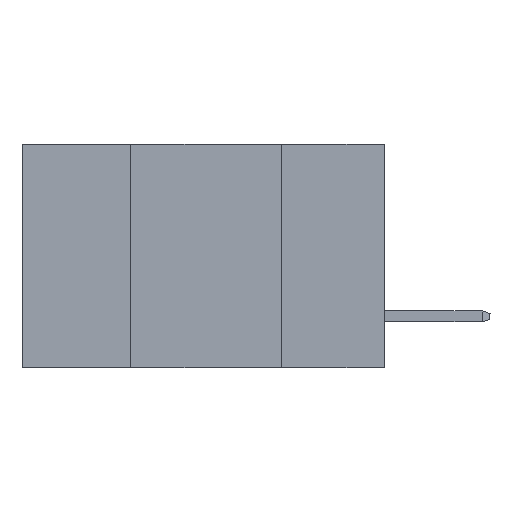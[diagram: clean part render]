
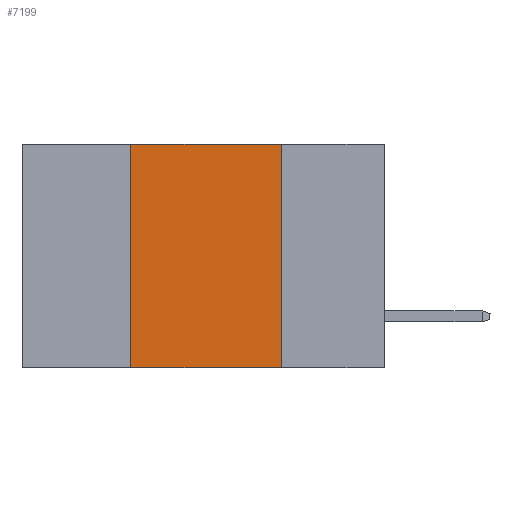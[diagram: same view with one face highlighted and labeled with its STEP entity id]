
A CAD part, left-side view. The second image highlights one B-rep face of the part: STEP entity #7199.
In plain terms, the highlighted planar face has unit normal (-1, 0, 0).
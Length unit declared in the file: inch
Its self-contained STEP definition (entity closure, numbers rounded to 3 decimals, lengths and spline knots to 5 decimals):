
#187 = CARTESIAN_POINT ( 'NONE',  ( 0., 0.6, 0. ) ) ;
#195 = VECTOR ( 'NONE', #1873, 39.37008 ) ;
#422 = FACE_OUTER_BOUND ( 'NONE', #10369, .T. ) ;
#783 = ORIENTED_EDGE ( 'NONE', *, *, #5193, .F. ) ;
#1407 = CARTESIAN_POINT ( 'NONE',  ( 0., 0.17, -0.37 ) ) ;
#1422 = VECTOR ( 'NONE', #10284, 39.37008 ) ;
#1820 = VERTEX_POINT ( 'NONE', #11616 ) ;
#1873 = DIRECTION ( 'NONE',  ( 0., -1., 0. ) ) ;
#2830 = CARTESIAN_POINT ( 'NONE',  ( 0., 0.17, -0.37 ) ) ;
#3149 = AXIS2_PLACEMENT_3D ( 'NONE', #12743, #3439, #7604 ) ;
#3273 = LINE ( 'NONE', #187, #4459 ) ;
#3439 = DIRECTION ( 'NONE',  ( 1., 0., 0. ) ) ;
#4459 = VECTOR ( 'NONE', #7500, 39.37008 ) ;
#5031 = DIRECTION ( 'NONE',  ( 0., 0., -1. ) ) ;
#5193 = EDGE_CURVE ( 'NONE', #1820, #12464, #8118, .T. ) ;
#5434 = ORIENTED_EDGE ( 'NONE', *, *, #6063, .F. ) ;
#6063 = EDGE_CURVE ( 'NONE', #7155, #12523, #10189, .T. ) ;
#6375 = CARTESIAN_POINT ( 'NONE',  ( 0., 0.42, 0. ) ) ;
#6728 = EDGE_CURVE ( 'NONE', #12464, #7155, #3273, .T. ) ;
#7155 = VERTEX_POINT ( 'NONE', #10785 ) ;
#7199 = ADVANCED_FACE ( 'NONE', ( #422 ), #10506, .F. ) ;
#7500 = DIRECTION ( 'NONE',  ( 0., -1., 0. ) ) ;
#7583 = ORIENTED_EDGE ( 'NONE', *, *, #6728, .F. ) ;
#7604 = DIRECTION ( 'NONE',  ( 0., 0., -1. ) ) ;
#8118 = LINE ( 'NONE', #12246, #1422 ) ;
#9207 = EDGE_CURVE ( 'NONE', #1820, #12523, #10353, .T. ) ;
#10189 = LINE ( 'NONE', #2830, #10727 ) ;
#10284 = DIRECTION ( 'NONE',  ( 0., 0., 1. ) ) ;
#10327 = ORIENTED_EDGE ( 'NONE', *, *, #9207, .T. ) ;
#10353 = LINE ( 'NONE', #11176, #195 ) ;
#10369 = EDGE_LOOP ( 'NONE', ( #5434, #7583, #783, #10327 ) ) ;
#10506 = PLANE ( 'NONE',  #3149 ) ;
#10727 = VECTOR ( 'NONE', #5031, 39.37008 ) ;
#10785 = CARTESIAN_POINT ( 'NONE',  ( 0., 0.17, 0. ) ) ;
#11176 = CARTESIAN_POINT ( 'NONE',  ( 0., 0.6, -0.37 ) ) ;
#11616 = CARTESIAN_POINT ( 'NONE',  ( 0., 0.42, -0.37 ) ) ;
#12246 = CARTESIAN_POINT ( 'NONE',  ( 0., 0.42, -0.37 ) ) ;
#12464 = VERTEX_POINT ( 'NONE', #6375 ) ;
#12523 = VERTEX_POINT ( 'NONE', #1407 ) ;
#12743 = CARTESIAN_POINT ( 'NONE',  ( 0., 0.6, 0. ) ) ;
